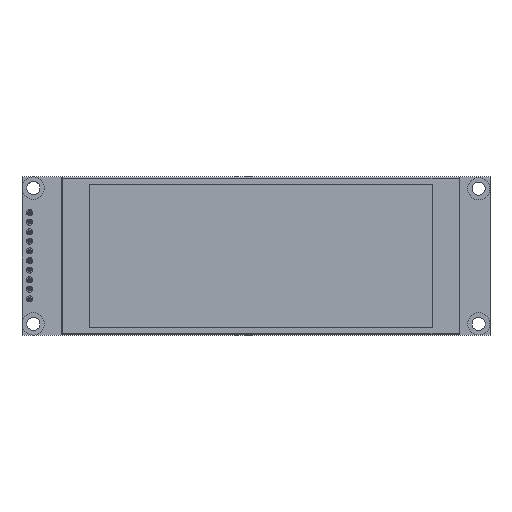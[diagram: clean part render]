
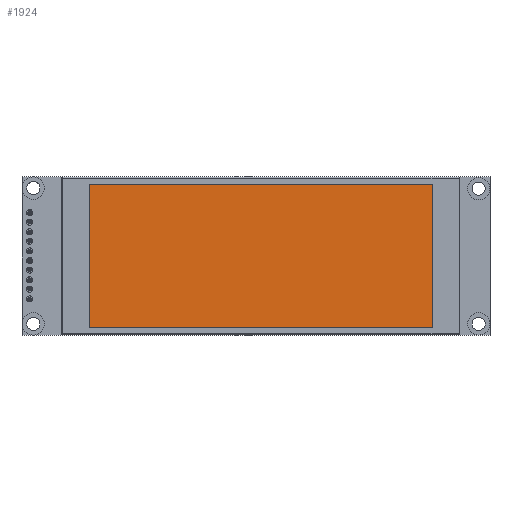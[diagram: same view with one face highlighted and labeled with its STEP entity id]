
A CAD part, top view. The second image highlights one B-rep face of the part: STEP entity #1924.
In plain terms, the highlighted planar face has unit normal (0, 0, 1).
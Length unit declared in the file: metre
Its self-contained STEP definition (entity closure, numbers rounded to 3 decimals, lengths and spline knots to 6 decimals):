
#484=ORIENTED_EDGE('',*,*,#762,.F.);
#485=ORIENTED_EDGE('',*,*,#766,.T.);
#486=ORIENTED_EDGE('',*,*,#769,.T.);
#487=ORIENTED_EDGE('',*,*,#771,.F.);
#762=EDGE_CURVE('',#940,#941,#1074,.T.);
#766=EDGE_CURVE('',#940,#943,#1078,.T.);
#769=EDGE_CURVE('',#943,#945,#1081,.T.);
#771=EDGE_CURVE('',#941,#945,#1083,.T.);
#940=VERTEX_POINT('',#3755);
#941=VERTEX_POINT('',#3757);
#943=VERTEX_POINT('',#3763);
#945=VERTEX_POINT('',#3769);
#1074=LINE('',#3756,#1162);
#1078=LINE('',#3764,#1166);
#1081=LINE('',#3770,#1169);
#1083=LINE('',#3773,#1171);
#1162=VECTOR('',#3191,1.);
#1166=VECTOR('',#3197,1.);
#1169=VECTOR('',#3202,1.);
#1171=VECTOR('',#3206,1.);
#1324=EDGE_LOOP('',(#484,#485,#486,#487));
#1582=FACE_BOUND('',#1324,.T.);
#1746=PLANE('',#2774);
#1924=ADVANCED_FACE('',(#1582),#1746,.T.);
#2774=AXIS2_PLACEMENT_3D('',#3774,#3207,#3208);
#3191=DIRECTION('',(1.,0.,0.));
#3197=DIRECTION('',(0.,-1.,0.));
#3202=DIRECTION('',(1.,0.,0.));
#3206=DIRECTION('',(0.,-1.,0.));
#3207=DIRECTION('',(0.,0.,1.));
#3208=DIRECTION('',(1.,0.,0.));
#3755=CARTESIAN_POINT('',(-0.045437,0.018976,0.0022));
#3756=CARTESIAN_POINT('',(0.000013,0.018976,0.0022));
#3757=CARTESIAN_POINT('',(0.045463,0.018976,0.0022));
#3763=CARTESIAN_POINT('',(-0.045437,-0.019084,0.0022));
#3764=CARTESIAN_POINT('',(-0.045437,-0.000054,0.0022));
#3769=CARTESIAN_POINT('',(0.045463,-0.019084,0.0022));
#3770=CARTESIAN_POINT('',(0.000013,-0.019084,0.0022));
#3773=CARTESIAN_POINT('',(0.045463,-0.000054,0.0022));
#3774=CARTESIAN_POINT('',(-0.001227,-0.000054,0.0022));
